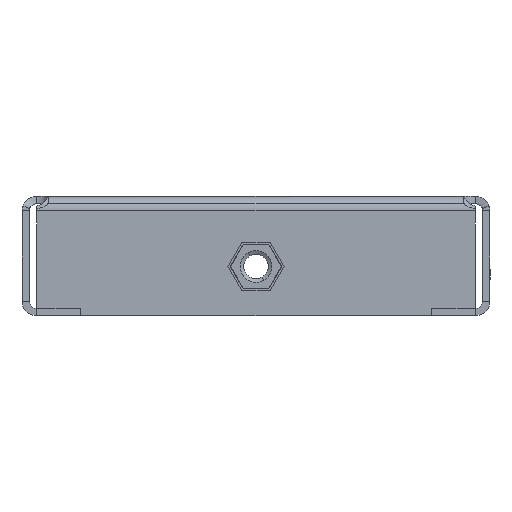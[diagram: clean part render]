
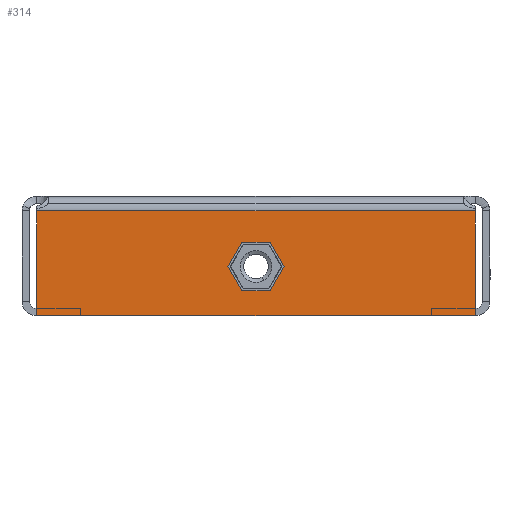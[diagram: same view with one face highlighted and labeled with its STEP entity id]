
A CAD part, left-side view. The second image highlights one B-rep face of the part: STEP entity #314.
In plain terms, the highlighted planar face has unit normal (-1, 0, 0).
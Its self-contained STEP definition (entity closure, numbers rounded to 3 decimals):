
#42 = EDGE_CURVE ( 'NONE', #1048, #2193, #480, .T. ) ;
#66 = EDGE_CURVE ( 'NONE', #300, #1419, #745, .T. ) ;
#86 = CARTESIAN_POINT ( 'NONE',  ( -502., -2.656, -19. ) ) ;
#276 = DIRECTION ( 'NONE',  ( 0., 0.5, -0.866 ) ) ;
#300 = VERTEX_POINT ( 'NONE', #86 ) ;
#314 = ADVANCED_FACE ( 'NONE', ( #1255, #687 ), #990, .F. ) ;
#397 = CARTESIAN_POINT ( 'NONE',  ( -502., 0., 0. ) ) ;
#398 = LINE ( 'NONE', #2448, #2127 ) ;
#459 = ORIENTED_EDGE ( 'NONE', *, *, #2085, .T. ) ;
#480 = LINE ( 'NONE', #2236, #1426 ) ;
#556 = VERTEX_POINT ( 'NONE', #2943 ) ;
#592 = CARTESIAN_POINT ( 'NONE',  ( -502., 10.219, -5.9 ) ) ;
#613 = CARTESIAN_POINT ( 'NONE',  ( -502., -5.312, -14.4 ) ) ;
#687 = FACE_OUTER_BOUND ( 'NONE', #2132, .T. ) ;
#718 = ORIENTED_EDGE ( 'NONE', *, *, #3677, .T. ) ;
#729 = CARTESIAN_POINT ( 'NONE',  ( -502., 5.312, -14.4 ) ) ;
#745 = LINE ( 'NONE', #3426, #2728 ) ;
#776 = LINE ( 'NONE', #2581, #1633 ) ;
#856 = LINE ( 'NONE', #592, #1170 ) ;
#861 = VECTOR ( 'NONE', #3701, 1000. ) ;
#990 = PLANE ( 'NONE',  #3542 ) ;
#1032 = DIRECTION ( 'NONE',  ( 0., -1., 0. ) ) ;
#1046 = VECTOR ( 'NONE', #276, 1000. ) ;
#1048 = VERTEX_POINT ( 'NONE', #729 ) ;
#1070 = EDGE_LOOP ( 'NONE', ( #1397, #3493, #1947, #1591, #1754, #3702 ) ) ;
#1127 = VERTEX_POINT ( 'NONE', #613 ) ;
#1170 = VECTOR ( 'NONE', #2877, 1000. ) ;
#1213 = CARTESIAN_POINT ( 'NONE',  ( -502., 2.656, -19. ) ) ;
#1255 = FACE_BOUND ( 'NONE', #1070, .T. ) ;
#1374 = CARTESIAN_POINT ( 'NONE',  ( -502., 45., -3. ) ) ;
#1397 = ORIENTED_EDGE ( 'NONE', *, *, #1802, .T. ) ;
#1398 = DIRECTION ( 'NONE',  ( 0., 1., 0. ) ) ;
#1419 = VERTEX_POINT ( 'NONE', #1213 ) ;
#1426 = VECTOR ( 'NONE', #3091, 1000. ) ;
#1460 = VECTOR ( 'NONE', #1032, 1000. ) ;
#1556 = DIRECTION ( 'NONE',  ( 0., -1., 0. ) ) ;
#1585 = DIRECTION ( 'NONE',  ( 0., 0., -1. ) ) ;
#1591 = ORIENTED_EDGE ( 'NONE', *, *, #42, .T. ) ;
#1633 = VECTOR ( 'NONE', #2853, 1000. ) ;
#1638 = LINE ( 'NONE', #2207, #861 ) ;
#1741 = LINE ( 'NONE', #3832, #1046 ) ;
#1752 = EDGE_CURVE ( 'NONE', #1419, #1048, #856, .T. ) ;
#1754 = ORIENTED_EDGE ( 'NONE', *, *, #3140, .T. ) ;
#1802 = EDGE_CURVE ( 'NONE', #1127, #300, #1741, .T. ) ;
#1832 = DIRECTION ( 'NONE',  ( 0., -1., 0. ) ) ;
#1901 = CARTESIAN_POINT ( 'NONE',  ( -502., 45., 0. ) ) ;
#1906 = VECTOR ( 'NONE', #2276, 1000. ) ;
#1947 = ORIENTED_EDGE ( 'NONE', *, *, #1752, .T. ) ;
#2085 = EDGE_CURVE ( 'NONE', #3509, #3745, #2111, .T. ) ;
#2111 = LINE ( 'NONE', #3579, #2838 ) ;
#2127 = VECTOR ( 'NONE', #1832, 1000. ) ;
#2132 = EDGE_LOOP ( 'NONE', ( #2682, #718, #459, #2833 ) ) ;
#2193 = VERTEX_POINT ( 'NONE', #3707 ) ;
#2207 = CARTESIAN_POINT ( 'NONE',  ( -502., 2.252, -1.3 ) ) ;
#2236 = CARTESIAN_POINT ( 'NONE',  ( -502., -2.252, -1.3 ) ) ;
#2276 = DIRECTION ( 'NONE',  ( 0., 0., -1. ) ) ;
#2336 = CARTESIAN_POINT ( 'NONE',  ( -502., -45., -24.5 ) ) ;
#2382 = CARTESIAN_POINT ( 'NONE',  ( -502., 45., -24.5 ) ) ;
#2448 = CARTESIAN_POINT ( 'NONE',  ( -502., -45., -3. ) ) ;
#2505 = CARTESIAN_POINT ( 'NONE',  ( -502., 0., -9.8 ) ) ;
#2513 = EDGE_CURVE ( 'NONE', #556, #1127, #1638, .T. ) ;
#2581 = CARTESIAN_POINT ( 'NONE',  ( -502., -45., 0. ) ) ;
#2650 = VERTEX_POINT ( 'NONE', #2885 ) ;
#2682 = ORIENTED_EDGE ( 'NONE', *, *, #3188, .F. ) ;
#2726 = VERTEX_POINT ( 'NONE', #1374 ) ;
#2728 = VECTOR ( 'NONE', #1398, 1000. ) ;
#2769 = DIRECTION ( 'NONE',  ( 1., 0., 0. ) ) ;
#2833 = ORIENTED_EDGE ( 'NONE', *, *, #3284, .T. ) ;
#2838 = VECTOR ( 'NONE', #1556, 1000. ) ;
#2853 = DIRECTION ( 'NONE',  ( 0., 0., 1. ) ) ;
#2877 = DIRECTION ( 'NONE',  ( 0., 0.5, 0.866 ) ) ;
#2885 = CARTESIAN_POINT ( 'NONE',  ( -502., -45., -3. ) ) ;
#2943 = CARTESIAN_POINT ( 'NONE',  ( -502., -2.656, -9.8 ) ) ;
#3091 = DIRECTION ( 'NONE',  ( 0., -0.5, 0.866 ) ) ;
#3140 = EDGE_CURVE ( 'NONE', #2193, #556, #3267, .T. ) ;
#3188 = EDGE_CURVE ( 'NONE', #2726, #2650, #398, .T. ) ;
#3267 = LINE ( 'NONE', #2505, #1460 ) ;
#3284 = EDGE_CURVE ( 'NONE', #3745, #2650, #776, .T. ) ;
#3426 = CARTESIAN_POINT ( 'NONE',  ( -502., 0., -19. ) ) ;
#3493 = ORIENTED_EDGE ( 'NONE', *, *, #66, .T. ) ;
#3509 = VERTEX_POINT ( 'NONE', #2382 ) ;
#3542 = AXIS2_PLACEMENT_3D ( 'NONE', #397, #2769, #1585 ) ;
#3579 = CARTESIAN_POINT ( 'NONE',  ( -502., 0., -24.5 ) ) ;
#3675 = LINE ( 'NONE', #1901, #1906 ) ;
#3677 = EDGE_CURVE ( 'NONE', #2726, #3509, #3675, .T. ) ;
#3701 = DIRECTION ( 'NONE',  ( 0., -0.5, -0.866 ) ) ;
#3702 = ORIENTED_EDGE ( 'NONE', *, *, #2513, .T. ) ;
#3707 = CARTESIAN_POINT ( 'NONE',  ( -502., 2.656, -9.8 ) ) ;
#3745 = VERTEX_POINT ( 'NONE', #2336 ) ;
#3832 = CARTESIAN_POINT ( 'NONE',  ( -502., -10.219, -5.9 ) ) ;
